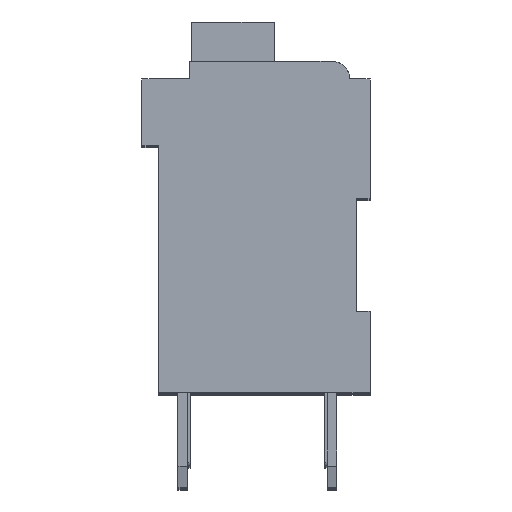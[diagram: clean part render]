
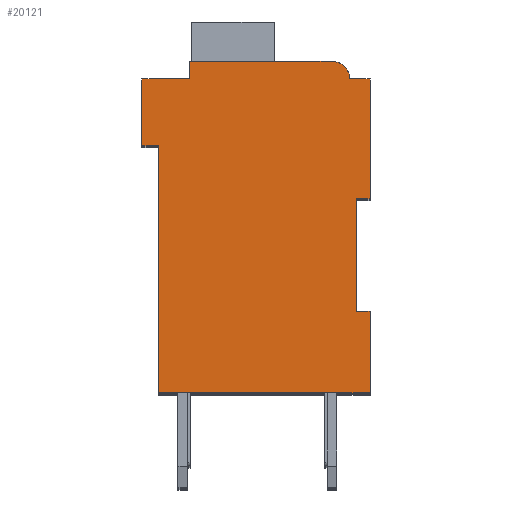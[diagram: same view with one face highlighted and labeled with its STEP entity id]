
A CAD part, top view. The second image highlights one B-rep face of the part: STEP entity #20121.
In plain terms, the highlighted planar face has unit normal (0, 0, 1).
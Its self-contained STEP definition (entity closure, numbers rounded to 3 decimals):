
#4922=DIRECTION('',(1.,0.,0.));
#4923=VECTOR('',#4922,0.5);
#4924=CARTESIAN_POINT('',(7.3,7.15,2.1));
#4925=LINE('',#4924,#4923);
#4926=DIRECTION('',(0.,1.,0.));
#4927=VECTOR('',#4926,4.15);
#4928=CARTESIAN_POINT('',(7.3,3.,2.1));
#4929=LINE('',#4928,#4927);
#4930=DIRECTION('',(-1.,0.,0.));
#4931=VECTOR('',#4930,0.5);
#4932=CARTESIAN_POINT('',(7.8,3.,2.1));
#4933=LINE('',#4932,#4931);
#4934=DIRECTION('',(0.,1.,0.));
#4935=VECTOR('',#4934,3.);
#4936=CARTESIAN_POINT('',(7.8,0.,2.1));
#4937=LINE('',#4936,#4935);
#4938=DIRECTION('',(1.,0.,0.));
#4939=VECTOR('',#4938,7.8);
#4940=CARTESIAN_POINT('',(0.,0.,2.1));
#4941=LINE('',#4940,#4939);
#4942=DIRECTION('',(0.,-1.,0.));
#4943=VECTOR('',#4942,9.1);
#4944=CARTESIAN_POINT('',(0.,9.1,2.1));
#4945=LINE('',#4944,#4943);
#4946=DIRECTION('',(1.,0.,0.));
#4947=VECTOR('',#4946,0.6);
#4948=CARTESIAN_POINT('',(-0.6,9.1,2.1));
#4949=LINE('',#4948,#4947);
#4950=DIRECTION('',(0.,-1.,0.));
#4951=VECTOR('',#4950,2.45);
#4952=CARTESIAN_POINT('',(-0.6,11.55,2.1));
#4953=LINE('',#4952,#4951);
#4954=DIRECTION('',(-1.,0.,0.));
#4955=VECTOR('',#4954,1.75);
#4956=CARTESIAN_POINT('',(1.15,11.55,2.1));
#4957=LINE('',#4956,#4955);
#4958=DIRECTION('',(0.,-1.,0.));
#4959=VECTOR('',#4958,0.65);
#4960=CARTESIAN_POINT('',(1.15,12.2,2.1));
#4961=LINE('',#4960,#4959);
#4962=DIRECTION('',(-1.,0.,0.));
#4963=VECTOR('',#4962,5.25);
#4964=CARTESIAN_POINT('',(6.4,12.2,2.1));
#4965=LINE('',#4964,#4963);
#4966=CARTESIAN_POINT('',(6.4,11.55,2.1));
#4967=DIRECTION('',(0.,0.,1.));
#4968=DIRECTION('',(1.,0.,0.));
#4969=AXIS2_PLACEMENT_3D('',#4966,#4967,#4968);
#4971=DIRECTION('',(-1.,0.,0.));
#4972=VECTOR('',#4971,0.75);
#4973=CARTESIAN_POINT('',(7.8,11.55,2.1));
#4974=LINE('',#4973,#4972);
#4975=DIRECTION('',(0.,1.,0.));
#4976=VECTOR('',#4975,4.4);
#4977=CARTESIAN_POINT('',(7.8,7.15,2.1));
#4978=LINE('',#4977,#4976);
#11517=CARTESIAN_POINT('',(7.3,7.15,2.1));
#11518=CARTESIAN_POINT('',(7.8,7.15,2.1));
#11519=VERTEX_POINT('',#11517);
#11520=VERTEX_POINT('',#11518);
#11521=CARTESIAN_POINT('',(7.8,11.55,2.1));
#11522=VERTEX_POINT('',#11521);
#11523=CARTESIAN_POINT('',(7.05,11.55,2.1));
#11524=VERTEX_POINT('',#11523);
#11525=CARTESIAN_POINT('',(6.4,12.2,2.1));
#11526=VERTEX_POINT('',#11525);
#11527=CARTESIAN_POINT('',(1.15,12.2,2.1));
#11528=VERTEX_POINT('',#11527);
#11529=CARTESIAN_POINT('',(1.15,11.55,2.1));
#11530=VERTEX_POINT('',#11529);
#11531=CARTESIAN_POINT('',(-0.6,11.55,2.1));
#11532=VERTEX_POINT('',#11531);
#11533=CARTESIAN_POINT('',(-0.6,9.1,2.1));
#11534=VERTEX_POINT('',#11533);
#11535=CARTESIAN_POINT('',(0.,9.1,2.1));
#11536=VERTEX_POINT('',#11535);
#11537=CARTESIAN_POINT('',(0.,0.,2.1));
#11538=VERTEX_POINT('',#11537);
#11539=CARTESIAN_POINT('',(7.8,0.,2.1));
#11540=VERTEX_POINT('',#11539);
#11541=CARTESIAN_POINT('',(7.8,3.,2.1));
#11542=VERTEX_POINT('',#11541);
#11543=CARTESIAN_POINT('',(7.3,3.,2.1));
#11544=VERTEX_POINT('',#11543);
#20100=CARTESIAN_POINT('',(0.,0.,2.1));
#20101=DIRECTION('',(0.,0.,1.));
#20102=DIRECTION('',(1.,0.,0.));
#20103=AXIS2_PLACEMENT_3D('',#20100,#20101,#20102);
#20104=PLANE('',#20103);
#20105=ORIENTED_EDGE('',*,*,#15154,.F.);
#20106=ORIENTED_EDGE('',*,*,#15726,.F.);
#20107=ORIENTED_EDGE('',*,*,#16176,.F.);
#20108=ORIENTED_EDGE('',*,*,#16471,.F.);
#20109=ORIENTED_EDGE('',*,*,#16818,.F.);
#20110=ORIENTED_EDGE('',*,*,#17283,.F.);
#20111=ORIENTED_EDGE('',*,*,#17872,.F.);
#20112=ORIENTED_EDGE('',*,*,#18061,.F.);
#20113=ORIENTED_EDGE('',*,*,#18345,.F.);
#20114=ORIENTED_EDGE('',*,*,#18900,.F.);
#20115=ORIENTED_EDGE('',*,*,#19332,.F.);
#20116=ORIENTED_EDGE('',*,*,#18396,.F.);
#20117=ORIENTED_EDGE('',*,*,#18741,.F.);
#20118=ORIENTED_EDGE('',*,*,#15621,.F.);
#20119=EDGE_LOOP('',(#20105,#20106,#20107,#20108,#20109,#20110,#20111,#20112,
#20113,#20114,#20115,#20116,#20117,#20118));
#20120=FACE_OUTER_BOUND('',#20119,.F.);
#4970=CIRCLE('',#4969,0.65);
#15154=EDGE_CURVE('',#11519,#11520,#4925,.T.);
#15621=EDGE_CURVE('',#11520,#11522,#4978,.T.);
#15726=EDGE_CURVE('',#11544,#11519,#4929,.T.);
#16176=EDGE_CURVE('',#11542,#11544,#4933,.T.);
#16471=EDGE_CURVE('',#11540,#11542,#4937,.T.);
#16818=EDGE_CURVE('',#11538,#11540,#4941,.T.);
#17283=EDGE_CURVE('',#11536,#11538,#4945,.T.);
#17872=EDGE_CURVE('',#11534,#11536,#4949,.T.);
#18061=EDGE_CURVE('',#11532,#11534,#4953,.T.);
#18345=EDGE_CURVE('',#11530,#11532,#4957,.T.);
#18396=EDGE_CURVE('',#11524,#11526,#4970,.T.);
#18741=EDGE_CURVE('',#11522,#11524,#4974,.T.);
#18900=EDGE_CURVE('',#11528,#11530,#4961,.T.);
#19332=EDGE_CURVE('',#11526,#11528,#4965,.T.);
#20121=ADVANCED_FACE('',(#20120),#20104,.T.);
